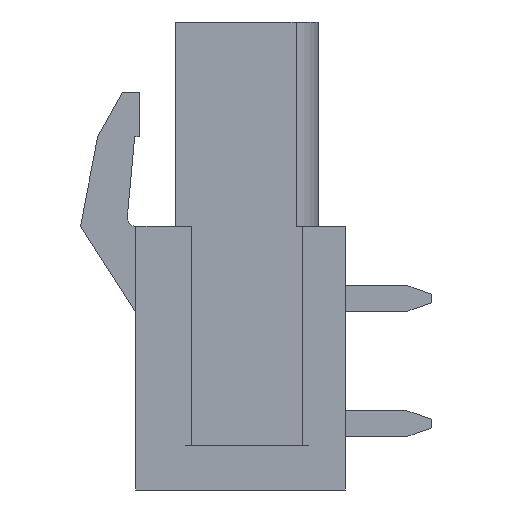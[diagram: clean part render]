
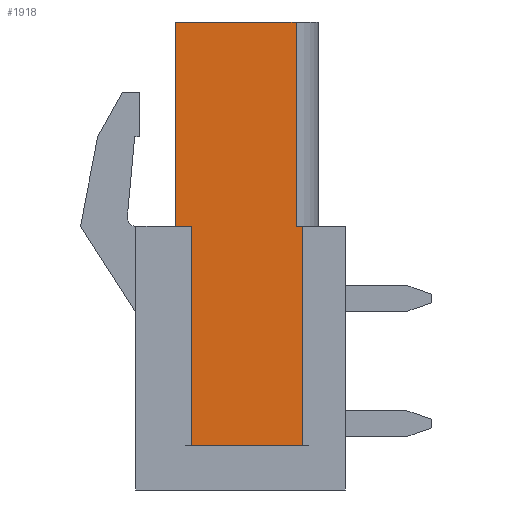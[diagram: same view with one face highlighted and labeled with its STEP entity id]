
A CAD part, left-side view. The second image highlights one B-rep face of the part: STEP entity #1918.
In plain terms, the highlighted planar face has unit normal (-1, 0, 0).
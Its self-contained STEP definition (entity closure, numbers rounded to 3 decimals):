
#1918 = ADVANCED_FACE( '', ( #4192 ), #4193, .T. );
#4192 = FACE_OUTER_BOUND( '', #6822, .T. );
#4193 = PLANE( '', #6823 );
#6822 = EDGE_LOOP( '', ( #12421, #12422, #12423, #12424, #12425, #12426, #12427 ) );
#6823 = AXIS2_PLACEMENT_3D( '', #12428, #12429, #12430 );
#12421 = ORIENTED_EDGE( '', *, *, #18018, .T. );
#12422 = ORIENTED_EDGE( '', *, *, #18376, .T. );
#12423 = ORIENTED_EDGE( '', *, *, #16982, .T. );
#12424 = ORIENTED_EDGE( '', *, *, #18377, .T. );
#12425 = ORIENTED_EDGE( '', *, *, #17857, .T. );
#12426 = ORIENTED_EDGE( '', *, *, #18378, .F. );
#12427 = ORIENTED_EDGE( '', *, *, #18347, .F. );
#12428 = CARTESIAN_POINT( '', ( -44.77, 0., 0. ) );
#12429 = DIRECTION( '', ( -1., 0., 0. ) );
#12430 = DIRECTION( '', ( 0., 0., 1. ) );
#16982 = EDGE_CURVE( '', #20911, #20909, #20912, .T. );
#17857 = EDGE_CURVE( '', #22252, #22250, #22253, .T. );
#18018 = EDGE_CURVE( '', #22495, #22493, #22496, .T. );
#18347 = EDGE_CURVE( '', #22495, #22941, #22943, .T. );
#18376 = EDGE_CURVE( '', #22493, #20911, #22982, .T. );
#18377 = EDGE_CURVE( '', #20909, #22252, #22983, .T. );
#18378 = EDGE_CURVE( '', #22941, #22250, #22984, .T. );
#20909 = VERTEX_POINT( '', #26415 );
#20911 = VERTEX_POINT( '', #26418 );
#20912 = LINE( '', #26419, #26420 );
#22250 = VERTEX_POINT( '', #28435 );
#22252 = VERTEX_POINT( '', #28438 );
#22253 = LINE( '', #28439, #28440 );
#22493 = VERTEX_POINT( '', #28796 );
#22495 = VERTEX_POINT( '', #28799 );
#22496 = LINE( '', #28800, #28801 );
#22941 = VERTEX_POINT( '', #29477 );
#22943 = LINE( '', #29480, #29481 );
#22982 = LINE( '', #29537, #29538 );
#22983 = LINE( '', #29539, #29540 );
#22984 = LINE( '', #29541, #29542 );
#26415 = CARTESIAN_POINT( '', ( -44.77, 2.65, 8.3 ) );
#26418 = CARTESIAN_POINT( '', ( -44.77, -2.25, 8.3 ) );
#26419 = CARTESIAN_POINT( '', ( -44.77, -3.15, 8.3 ) );
#26420 = VECTOR( '', #31965, 1000. );
#28435 = CARTESIAN_POINT( '', ( -44.77, 2.65, -8.9 ) );
#28438 = CARTESIAN_POINT( '', ( -44.77, 2.65, 0. ) );
#28439 = CARTESIAN_POINT( '', ( -44.77, 2.65, 0. ) );
#28440 = VECTOR( '', #32755, 1000. );
#28796 = CARTESIAN_POINT( '', ( -44.77, -2.25, 0. ) );
#28799 = CARTESIAN_POINT( '', ( -44.77, -3.15, 0. ) );
#28800 = CARTESIAN_POINT( '', ( -44.77, 0., 0. ) );
#28801 = VECTOR( '', #32897, 1000. );
#29477 = CARTESIAN_POINT( '', ( -44.77, -3.15, -8.9 ) );
#29480 = CARTESIAN_POINT( '', ( -44.77, -3.15, 0. ) );
#29481 = VECTOR( '', #33195, 1000. );
#29537 = CARTESIAN_POINT( '', ( -44.77, -2.25, 0. ) );
#29538 = VECTOR( '', #33216, 1000. );
#29539 = CARTESIAN_POINT( '', ( -44.77, 2.65, 8.3 ) );
#29540 = VECTOR( '', #33217, 1000. );
#29541 = CARTESIAN_POINT( '', ( -44.77, -4.25, -8.9 ) );
#29542 = VECTOR( '', #33218, 1000. );
#31965 = DIRECTION( '', ( 0., 1., 0. ) );
#32755 = DIRECTION( '', ( 0., 0., -1. ) );
#32897 = DIRECTION( '', ( 0., 1., 0. ) );
#33195 = DIRECTION( '', ( 0., 0., -1. ) );
#33216 = DIRECTION( '', ( 0., 0., 1. ) );
#33217 = DIRECTION( '', ( 0., 0., -1. ) );
#33218 = DIRECTION( '', ( 0., 1., 0. ) );
